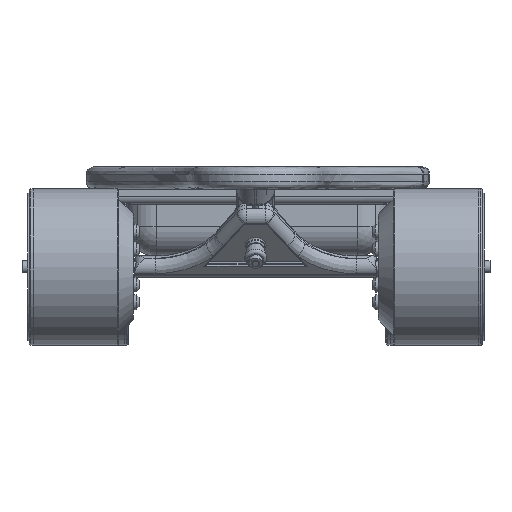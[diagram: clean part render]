
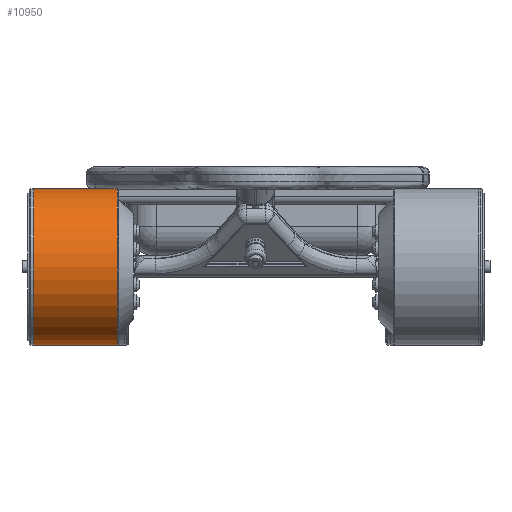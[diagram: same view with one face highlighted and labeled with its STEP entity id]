
A CAD part, left-side view. The second image highlights one B-rep face of the part: STEP entity #10950.
In plain terms, the highlighted cylindrical face has radius 52.5 mm (diameter 105 mm), a full revolution.
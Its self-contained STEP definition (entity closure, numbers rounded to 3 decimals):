
#548=LINE('',#17107,#1237);
#1237=VECTOR('',#13371,52.5);
#1923=CYLINDRICAL_SURFACE('',#11760,52.5);
#2402=FACE_OUTER_BOUND('',#3150,.T.);
#3150=EDGE_LOOP('',(#7475,#7476,#7477,#7478,#7479));
#4045=CIRCLE('',#11757,52.5);
#4046=CIRCLE('',#11758,52.5);
#4048=CIRCLE('',#11761,52.5);
#4767=VERTEX_POINT('',#17099);
#4768=VERTEX_POINT('',#17100);
#4769=VERTEX_POINT('',#17105);
#5782=EDGE_CURVE('',#4767,#4768,#4045,.T.);
#5783=EDGE_CURVE('',#4768,#4767,#4046,.T.);
#5785=EDGE_CURVE('',#4769,#4769,#4048,.T.);
#5786=EDGE_CURVE('',#4769,#4767,#548,.T.);
#7475=ORIENTED_EDGE('',*,*,#5785,.F.);
#7476=ORIENTED_EDGE('',*,*,#5786,.T.);
#7477=ORIENTED_EDGE('',*,*,#5782,.T.);
#7478=ORIENTED_EDGE('',*,*,#5783,.T.);
#7479=ORIENTED_EDGE('',*,*,#5786,.F.);
#10950=ADVANCED_FACE('',(#2402),#1923,.T.);
#11757=AXIS2_PLACEMENT_3D('',#17101,#13361,#13362);
#11758=AXIS2_PLACEMENT_3D('',#17102,#13363,#13364);
#11760=AXIS2_PLACEMENT_3D('',#17104,#13367,#13368);
#11761=AXIS2_PLACEMENT_3D('',#17106,#13369,#13370);
#13361=DIRECTION('center_axis',(0.,1.,0.));
#13362=DIRECTION('ref_axis',(0.,0.,
-1.));
#13363=DIRECTION('center_axis',(0.,1.,0.));
#13364=DIRECTION('ref_axis',(0.,0.,
-1.));
#13367=DIRECTION('center_axis',(0.,1.,0.));
#13368=DIRECTION('ref_axis',(-1.,0.,0.));
#13369=DIRECTION('center_axis',(0.,1.,0.));
#13370=DIRECTION('ref_axis',(0.,0.,
-1.));
#13371=DIRECTION('',(0.,-1.,0.));
#17099=CARTESIAN_POINT('',(-1569.923,-116.5,-52.154));
#17100=CARTESIAN_POINT('',(-1622.423,-116.5,0.346));
#17101=CARTESIAN_POINT('Origin',(-1622.423,-116.5,-52.154));
#17102=CARTESIAN_POINT('Origin',(-1622.423,-116.5,-52.154));
#17104=CARTESIAN_POINT('Origin',(-1622.423,-88.5,-52.154));
#17105=CARTESIAN_POINT('',(-1569.923,-60.5,-52.154));
#17106=CARTESIAN_POINT('Origin',(-1622.423,-60.5,-52.154));
#17107=CARTESIAN_POINT('',(-1569.923,-88.5,-52.154));
